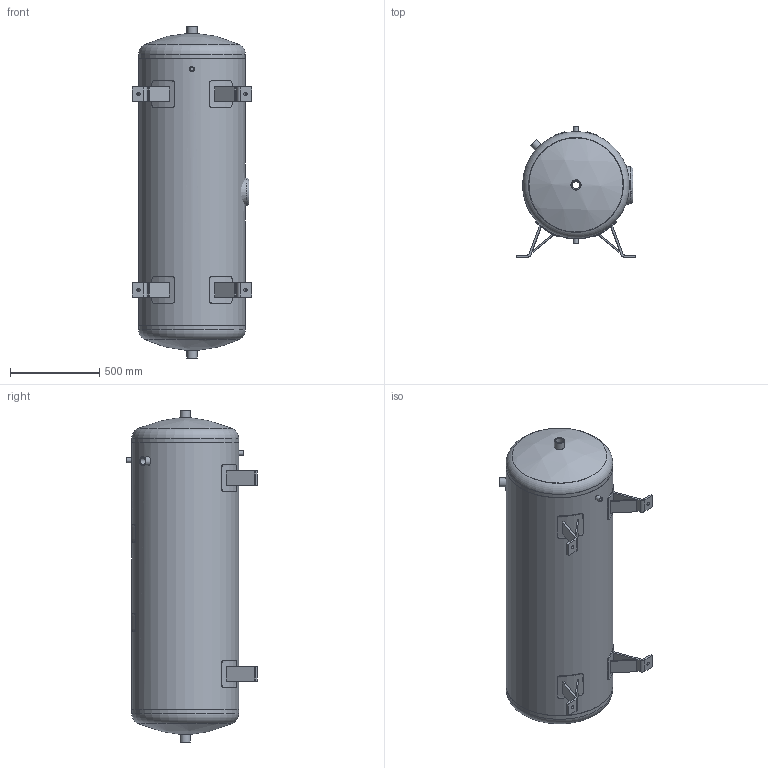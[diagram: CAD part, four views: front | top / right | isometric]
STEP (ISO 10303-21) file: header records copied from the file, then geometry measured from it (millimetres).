
FILE_DESCRIPTION(/* description */ ('','CAx-IF Rec.Pracs.---Representation and Presentation of Product Manufacturing Information (PMI)---3.8---2014-02-18'),/* implementation_level */ '2;1');
FILE_NAME(/* name */ 'MB 030602-2.500.stp',/* time_stamp */ '2022-10-06T11:55:58+02:00',/* author */ ('m.ebener'),/* organization */ (''),/* preprocessor_version */ 'ST-DEVELOPER v16.1',/* originating_system */ 'Autodesk Inventor 2016',/* authorisation */ '');
FILE_SCHEMA (('AP242_MANAGED_MODEL_BASED_3D_ENGINEERING_MIM_LF { 1 0 10303 442 1 1 4 }'));
Length unit declared in the file: millimetre
Products named in the file (8): Mantel; Handloch_100x150x8,5; Standardmuffe - G 1_2; Standardmuffe - G 1 1_4; Behälterfuß; Boden; Standardmuffe - G 1 1_2; MB 030602-2.500
Assembly tree (11 placements, depth 2):
  MB 030602-2.500
    Mantel
    Handloch_100x150x8,5
    Standardmuffe - G 1_2  x2
    Standardmuffe - G 1 1_4
    Behälterfuß  x2
    Boden  x2
    Standardmuffe - G 1 1_2  x2
Bounding box: 670 x 733.69 x 1864.63 mm (x, y, z)
Volume: 20222872.1 mm3; surface area: 7831546.8 mm2
Topology: 21 solids, 21 shells, 199 faces, 454 edges, 298 vertices
Faces by surface type: plane 109, cylinder 77, bspline 5, sphere 4, torus 4
Full cylindrical faces by diameter (mm): 18.631 x2, 19 x4, 26.9 x4, 38.952 x1, 44.845 x2, 51 x2, 57 x4, 590 x3, 600 x3
Entity records: 5269 total; most frequent: CARTESIAN_POINT 2328, ORIENTED_EDGE 548, DIRECTION 548, EDGE_CURVE 268, AXIS2_PLACEMENT_3D 204, VERTEX_POINT 187, EDGE_LOOP 179, LINE 140
